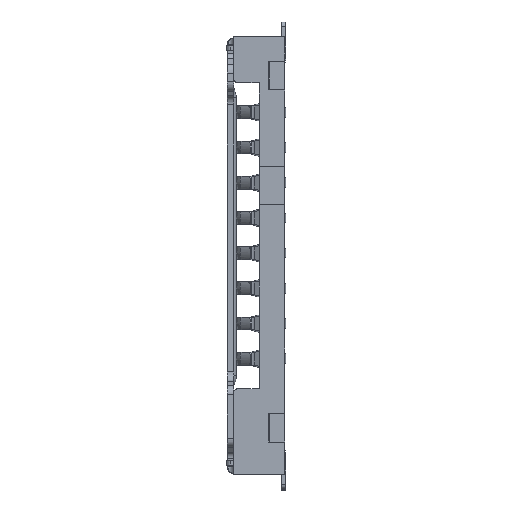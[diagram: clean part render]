
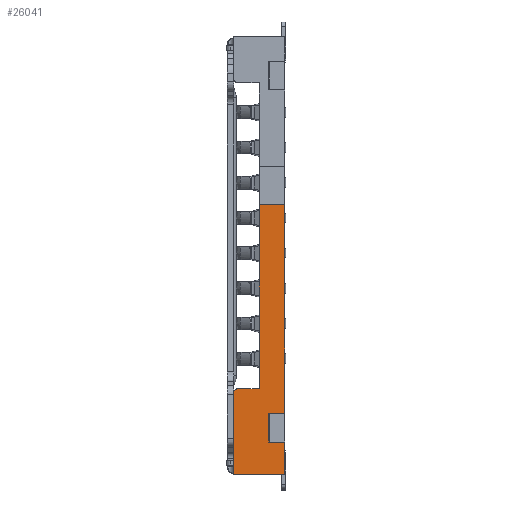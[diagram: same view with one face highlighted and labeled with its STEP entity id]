
A CAD part, left-side view. The second image highlights one B-rep face of the part: STEP entity #26041.
In plain terms, the highlighted planar face has unit normal (-1, 0, 0).
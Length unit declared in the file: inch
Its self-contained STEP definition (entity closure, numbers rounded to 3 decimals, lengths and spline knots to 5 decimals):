
#917=PLANE('',#27541);
#1708=FACE_OUTER_BOUND('',#3071,.T.);
#3071=EDGE_LOOP('',(#17745,#17746,#17747,#17748,#17749,#17750,#17751,#17752,
#17753,#17754,#17755));
#4292=LINE('',#37345,#6894);
#4322=LINE('',#37410,#6924);
#4347=LINE('',#37482,#6949);
#4510=LINE('',#37931,#7112);
#4749=LINE('',#38508,#7351);
#4750=LINE('',#38509,#7352);
#4885=LINE('',#38810,#7487);
#4886=LINE('',#38811,#7488);
#4887=LINE('',#38813,#7489);
#4888=LINE('',#38816,#7490);
#6894=VECTOR('',#29775,39.37008);
#6924=VECTOR('',#29817,39.37008);
#6949=VECTOR('',#29872,39.37008);
#7112=VECTOR('',#30225,39.37008);
#7351=VECTOR('',#30672,39.37008);
#7352=VECTOR('',#30673,39.37008);
#7487=VECTOR('',#30916,39.37008);
#7488=VECTOR('',#30917,39.37008);
#7489=VECTOR('',#30918,39.37008);
#7490=VECTOR('',#30921,39.37008);
#9593=CIRCLE('',#27542,0.00591);
#10576=VERTEX_POINT('',#37341);
#10578=VERTEX_POINT('',#37344);
#10605=VERTEX_POINT('',#37404);
#10607=VERTEX_POINT('',#37408);
#10637=VERTEX_POINT('',#37478);
#10639=VERTEX_POINT('',#37481);
#10829=VERTEX_POINT('',#37928);
#10830=VERTEX_POINT('',#37930);
#11064=VERTEX_POINT('',#38506);
#11177=VERTEX_POINT('',#38812);
#11178=VERTEX_POINT('',#38814);
#13092=EDGE_CURVE('',#10576,#10578,#4292,.T.);
#13122=EDGE_CURVE('',#10607,#10605,#4322,.T.);
#13154=EDGE_CURVE('',#10637,#10639,#4347,.T.);
#13360=EDGE_CURVE('',#10829,#10830,#4510,.T.);
#13642=EDGE_CURVE('',#10607,#11064,#4749,.T.);
#13643=EDGE_CURVE('',#10576,#10639,#4750,.T.);
#13801=EDGE_CURVE('',#10605,#10637,#4885,.T.);
#13802=EDGE_CURVE('',#11064,#10830,#4886,.T.);
#13803=EDGE_CURVE('',#11177,#10829,#4887,.T.);
#13804=EDGE_CURVE('',#11178,#11177,#9593,.T.);
#13805=EDGE_CURVE('',#10578,#11178,#4888,.T.);
#17745=ORIENTED_EDGE('',*,*,#13092,.F.);
#17746=ORIENTED_EDGE('',*,*,#13643,.T.);
#17747=ORIENTED_EDGE('',*,*,#13154,.F.);
#17748=ORIENTED_EDGE('',*,*,#13801,.F.);
#17749=ORIENTED_EDGE('',*,*,#13122,.F.);
#17750=ORIENTED_EDGE('',*,*,#13642,.T.);
#17751=ORIENTED_EDGE('',*,*,#13802,.T.);
#17752=ORIENTED_EDGE('',*,*,#13360,.F.);
#17753=ORIENTED_EDGE('',*,*,#13803,.F.);
#17754=ORIENTED_EDGE('',*,*,#13804,.F.);
#17755=ORIENTED_EDGE('',*,*,#13805,.F.);
#26041=ADVANCED_FACE('',(#1708),#917,.F.);
#27541=AXIS2_PLACEMENT_3D('',#38809,#30914,#30915);
#27542=AXIS2_PLACEMENT_3D('',#38815,#30919,#30920);
#29775=DIRECTION('',(0.,1.,0.));
#29817=DIRECTION('',(0.,1.,0.));
#29872=DIRECTION('',(0.,-1.,0.));
#30225=DIRECTION('',(0.,0.,1.));
#30672=DIRECTION('',(0.,0.,1.));
#30673=DIRECTION('',(0.,0.,1.));
#30914=DIRECTION('center_axis',(1.,0.,0.));
#30915=DIRECTION('ref_axis',(0.,0.,-1.));
#30916=DIRECTION('',(0.,0.,-1.));
#30917=DIRECTION('',(0.,1.,0.));
#30918=DIRECTION('',(0.,-1.,0.));
#30919=DIRECTION('center_axis',(1.,0.,0.));
#30920=DIRECTION('ref_axis',(0.,-1.,0.));
#30921=DIRECTION('',(0.,0.,1.));
#37341=CARTESIAN_POINT('',(-0.26575,-0.0374,-0.26969));
#37344=CARTESIAN_POINT('',(-0.26575,0.02559,-0.26969));
#37345=CARTESIAN_POINT('',(-0.26575,-0.03866,-0.26969));
#37404=CARTESIAN_POINT('',(-0.26575,-0.01772,-0.1937));
#37408=CARTESIAN_POINT('',(-0.26575,-0.0374,-0.1937));
#37410=CARTESIAN_POINT('',(-0.26575,-0.03831,-0.1937));
#37478=CARTESIAN_POINT('',(-0.26575,-0.01772,-0.22913));
#37481=CARTESIAN_POINT('',(-0.26575,-0.0374,-0.22913));
#37482=CARTESIAN_POINT('',(-0.26575,-0.01681,-0.22913));
#37928=CARTESIAN_POINT('',(-0.26575,-0.00591,-0.16337));
#37930=CARTESIAN_POINT('',(-0.26575,-0.00591,0.06299));
#37931=CARTESIAN_POINT('',(-0.26575,-0.00591,-0.07426));
#38506=CARTESIAN_POINT('',(-0.26575,-0.0374,0.06299));
#38508=CARTESIAN_POINT('',(-0.26575,-0.0374,0.10705));
#38509=CARTESIAN_POINT('',(-0.26575,-0.0374,0.10705));
#38809=CARTESIAN_POINT('Origin',(-0.26575,0.02685,
0.10705));
#38810=CARTESIAN_POINT('',(-0.26575,-0.01772,0.22153));
#38811=CARTESIAN_POINT('',(-0.26575,0.02685,0.06299));
#38812=CARTESIAN_POINT('',(-0.26575,0.01969,-0.16337));
#38813=CARTESIAN_POINT('',(-0.26575,-0.00681,-0.16337));
#38814=CARTESIAN_POINT('',(-0.26575,0.02559,-0.16927));
#38815=CARTESIAN_POINT('Origin',(-0.26575,0.01969,
-0.16927));
#38816=CARTESIAN_POINT('',(-0.26575,0.02559,0.27071));
